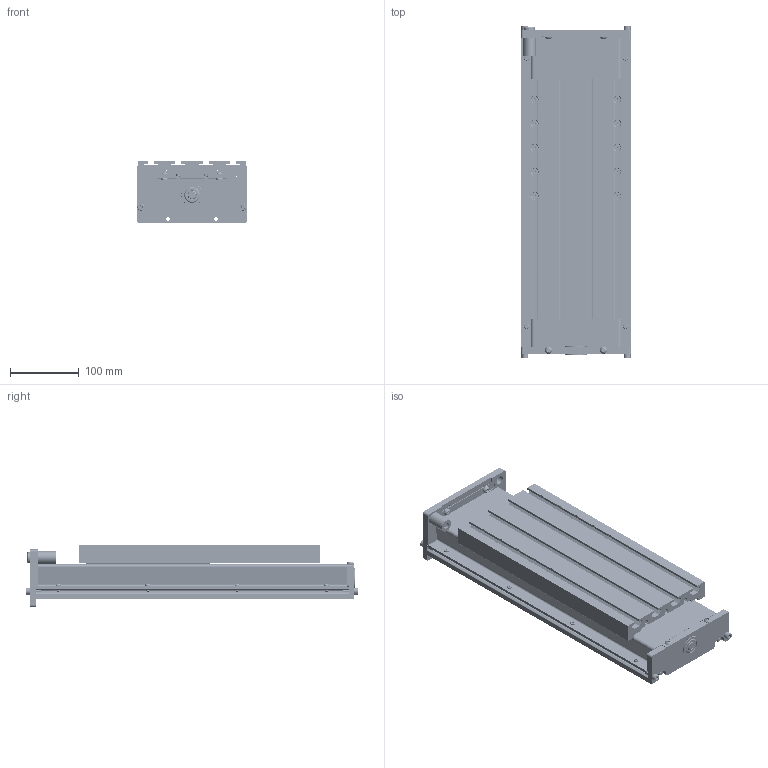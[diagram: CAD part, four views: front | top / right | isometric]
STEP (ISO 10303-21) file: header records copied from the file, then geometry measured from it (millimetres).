
FILE_DESCRIPTION (( 'STEP AP214' ), '1' );
FILE_NAME ('CRP840-00-200.STEP', '2018-06-29T20:41:02', ( '' ), ( '' ), 'SwSTEP 2.0', 'SolidWorks 2017', '' );
FILE_SCHEMA (( 'AUTOMOTIVE_DESIGN' ));
Length unit declared in the file: millimetre
Products named in the file (49): DustCover_450; 0.375-0.50 Oldham; SK-M6-16; CRP842-12-00_Motor mount plate; CRP842-03_Table Extrusion Base; CRP842-06; M8073; GHH15CA_Rail_XXXX_450; CRP841-08; SK-M5-30; CRP842-09; CRP842-04; socket head cap screw_am_B18.3.1M - 4 x 0.7 x 6 Hex SHCS -- 6NHX; BHCS-M6-8_94500A235; socket head cap screw_am_SK-M4-16; SK-M4-16; CRP841-05-0.625; AS75-8-34; socket countersunk head screw_am_B18.3.5M - 6 x 1.0 x 12 Socket FCHS  -- 12N; Ball_Screw_Nut; SK-M4-10; GHH15CA-Block; SK-M4-8-LOW_90666A113; SP-2118-2; SP-2118-1; SK-M3-6; CRP840-00-200; FR8ZZ_SOLID_4; CRP841-00_300; CRP842-00_450; FR8ZZ_SOLID_3; CRP842-12; FR8ZZ_SOLID_2; FR8ZZ; CRP842-07_450; CRP841-09; FR8ZZ_SOLID_1; SP-2118-3; CRP841-10_350; SP-2118-A1 ...
Assembly tree (115 placements, depth 4):
  CRP840-00-200
    CRP842-00_450
      CRP842-20_Z Axis
      CRP842-03_Table Extrusion Base
      CRP842-04
      CRP842-06  x2
      BHCS-M6-8_94500A235  x4
      SK-M6-16  x4
      GHH15CA_Rail_XXXX_450  x2
        GHH15CA_Rail_XXXX_450
        SK-M4-16
      CRP842-07_450  x2
      SK-M4-8-LOW_90666A113  x11
      DustCover_450
      CRP842-08
      CRP842-12-00_Motor mount plate
        CRP842-12
        AS75-8-34
        M8073
        SK-M5-30
      5201-2RS_12mm
      SFU1605_400mm
      SP-2118-A1
        SP-2118-3
        SP-2118-2
        SP-2118-1
      FR8ZZ
        FR8ZZ_SOLID_1
        FR8ZZ_SOLID_2
        FR8ZZ_SOLID_3
      SK-M4-10  x4
      CRP842-09
      Oldham
        0.375-0.50 Oldham
        SK-M4-14  x2
    CRP841-00_300
      CRP841-10_350
      CRP841-08  x2
      SK-M3-6  x4
      CRP841-09
      GHH15CA-Block  x4
      Ball_Screw_Nut
      CRP841-05-0.625
      socket countersunk head screw_am_B18.3.5M - 6 x 1.0 x 12 Socket FCHS  -- 12N  x4
      socket head cap screw_am_B18.3.1M - 4 x 0.7 x 6 Hex SHCS -- 6NHX  x8
      socket head cap screw_am_SK-M4-16  x8
      socket countersunk head screw_am_B18.3.5M - 5 x 0.8 x 14 Socket FCHS  -- 14N  x10
      socket head cap screw_am_B18.3.1M - 5 x 0.8 x 16 Hex SHCS -- 16NHX  x6
  FR8ZZ_SOLID_4
Bounding box: 160 x 483 x 90.53 mm (x, y, z)
Volume: 2653406.9 mm3; surface area: 1030241.8 mm2
Topology: 120 solids, 120 shells, 4438 faces, 10658 edges, 6626 vertices
Faces by surface type: plane 2168, cylinder 1438, cone 690, torus 94, sphere 48
Entity records: 86571 total; most frequent: CARTESIAN_POINT 19014, DIRECTION 13641, ORIENTED_EDGE 13114, EDGE_CURVE 6557, AXIS2_PLACEMENT_3D 5088, VERTEX_POINT 4255, VECTOR 3465, LINE 3465
